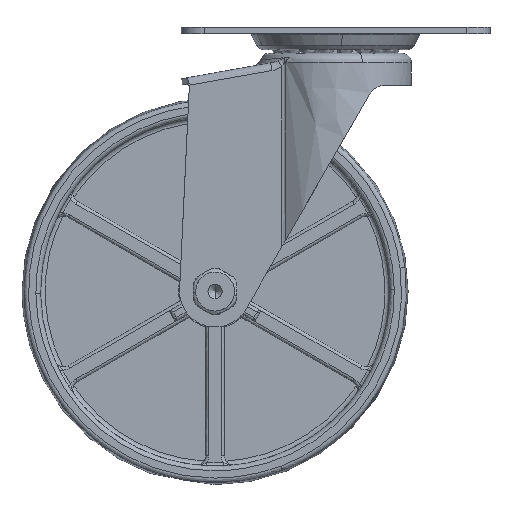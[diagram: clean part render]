
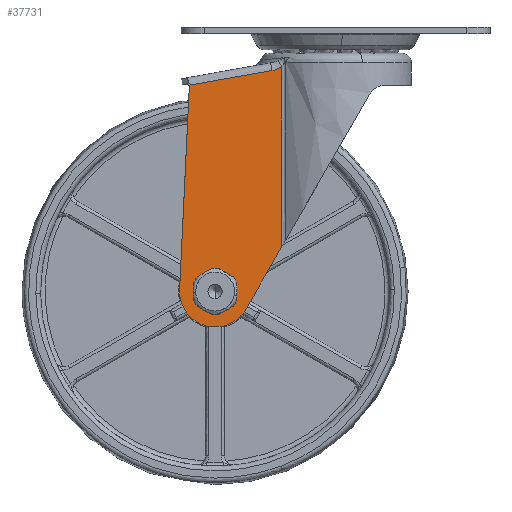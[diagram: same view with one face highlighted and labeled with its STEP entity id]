
A CAD part, front view. The second image highlights one B-rep face of the part: STEP entity #37731.
In plain terms, the highlighted free-form (B-spline) face has degree [1, 1] with [2, 2] control points.
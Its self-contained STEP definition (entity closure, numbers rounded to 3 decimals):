
#33340=CARTESIAN_POINT('',(-35.028,-18.0,-83.972));
#33341=VERTEX_POINT('',#33340);
#33347=CARTESIAN_POINT('',(-39.0,-18.0,-79.5));
#33348=VERTEX_POINT('',#33347);
#33349=CARTESIAN_POINT('',(-35.028,-18.,-83.972));
#33350=CARTESIAN_POINT('',(-35.,-18.,-83.737));
#33351=CARTESIAN_POINT('',(-35.0,-18.0,-83.5));
#33352=CARTESIAN_POINT('',(-35.,-18.,-79.5));
#33353=CARTESIAN_POINT('',(-39.0,-18.0,-79.5));
#33361=(BOUNDED_CURVE()B_SPLINE_CURVE(2,(#33349,#33350,#33351,#33352,#33353),.UNSPECIFIED.,.F.,.U.)B_SPLINE_CURVE_WITH_KNOTS((3,2,3),(0.23,0.25,0.5),.UNSPECIFIED.)CURVE()GEOMETRIC_REPRESENTATION_ITEM()RATIONAL_B_SPLINE_CURVE((0.956,0.976,1.0,0.707,1.0))REPRESENTATION_ITEM(''));
#33362=EDGE_CURVE('',#33341,#33348,#33361,.T.);
#33364=CARTESIAN_POINT('',(-42.993,-18.0,-83.256));
#33365=VERTEX_POINT('',#33364);
#33366=CARTESIAN_POINT('',(-39.0,-18.0,-79.5));
#33367=CARTESIAN_POINT('',(-42.763,-18.,-79.5));
#33368=CARTESIAN_POINT('',(-42.993,-18.,-83.256));
#33376=(BOUNDED_CURVE()B_SPLINE_CURVE(2,(#33366,#33367,#33368),.UNSPECIFIED.,.F.,.U.)B_SPLINE_CURVE_WITH_KNOTS((3,3),(0.5,0.739),.UNSPECIFIED.)CURVE()GEOMETRIC_REPRESENTATION_ITEM()RATIONAL_B_SPLINE_CURVE((1.0,0.72,0.976))REPRESENTATION_ITEM(''));
#33377=EDGE_CURVE('',#33348,#33365,#33376,.T.);
#33451=CARTESIAN_POINT('',(-39.0,-18.0,-87.5));
#33452=VERTEX_POINT('',#33451);
#33453=CARTESIAN_POINT('',(-42.993,-18.,-83.256));
#33454=CARTESIAN_POINT('',(-43.0,-18.,-83.378));
#33455=CARTESIAN_POINT('',(-43.0,-18.0,-83.5));
#33456=CARTESIAN_POINT('',(-43.,-18.,-87.5));
#33457=CARTESIAN_POINT('',(-39.0,-18.0,-87.5));
#33465=(BOUNDED_CURVE()B_SPLINE_CURVE(2,(#33453,#33454,#33455,#33456,#33457),.UNSPECIFIED.,.F.,.U.)B_SPLINE_CURVE_WITH_KNOTS((3,2,3),(0.739,0.75,1.0),.UNSPECIFIED.)CURVE()GEOMETRIC_REPRESENTATION_ITEM()RATIONAL_B_SPLINE_CURVE((0.976,0.988,1.0,0.707,1.0))REPRESENTATION_ITEM(''));
#33466=EDGE_CURVE('',#33365,#33452,#33465,.T.);
#33468=CARTESIAN_POINT('',(-39.0,-18.0,-87.5));
#33469=CARTESIAN_POINT('',(-35.447,-18.,-87.5));
#33470=CARTESIAN_POINT('',(-35.028,-18.,-83.972));
#33478=(BOUNDED_CURVE()B_SPLINE_CURVE(2,(#33468,#33469,#33470),.UNSPECIFIED.,.F.,.U.)B_SPLINE_CURVE_WITH_KNOTS((3,3),(0.0,0.23),.UNSPECIFIED.)CURVE()GEOMETRIC_REPRESENTATION_ITEM()RATIONAL_B_SPLINE_CURVE((1.0,0.731,0.956))REPRESENTATION_ITEM(''));
#33479=EDGE_CURVE('',#33452,#33341,#33478,.T.);
#35390=CARTESIAN_POINT('',(-17.385,-18.0,-10.731));
#35391=VERTEX_POINT('',#35390);
#35483=CARTESIAN_POINT('',(-20.595,-18.0,-11.98));
#35484=VERTEX_POINT('',#35483);
#35498=CARTESIAN_POINT('',(-17.385,-18.0,-10.731));
#35499=CARTESIAN_POINT('',(-17.509,-18.0,-10.809));
#35500=CARTESIAN_POINT('',(-17.634,-18.0,-10.883));
#35501=CARTESIAN_POINT('',(-17.887,-18.0,-11.026));
#35502=CARTESIAN_POINT('',(-18.015,-18.0,-11.094));
#35503=CARTESIAN_POINT('',(-18.403,-18.0,-11.289));
#35504=CARTESIAN_POINT('',(-18.666,-18.0,-11.407));
#35505=CARTESIAN_POINT('',(-19.201,-18.,-11.615));
#35506=CARTESIAN_POINT('',(-19.473,-18.0,-11.707));
#35507=CARTESIAN_POINT('',(-20.027,-18.0,-11.864));
#35508=CARTESIAN_POINT('',(-20.309,-18.0,-11.929));
#35509=CARTESIAN_POINT('',(-20.595,-18.0,-11.98));
#35510=B_SPLINE_CURVE_WITH_KNOTS('',3,(#35498,#35499,#35500,#35501,#35502,#35503,#35504,#35505,#35506,#35507,#35508,#35509),.UNSPECIFIED.,.F.,.U.,(4,2,2,2,2,4),(0.0,0.125,0.25,0.5,0.75,1.0),.UNSPECIFIED.);
#35511=EDGE_CURVE('',#35391,#35484,#35510,.T.);
#35626=CARTESIAN_POINT('',(-47.324,-18.0,-16.693));
#35627=VERTEX_POINT('',#35626);
#35635=CARTESIAN_POINT('',(-20.595,-18.0,-11.98));
#35636=CARTESIAN_POINT('',(-47.324,-18.0,-16.693));
#35637=QUASI_UNIFORM_CURVE('',1,(#35635,#35636),.UNSPECIFIED.,.F.,.U.);
#35638=EDGE_CURVE('',#35484,#35627,#35637,.T.);
#36649=CARTESIAN_POINT('',(-17.385,-18.0,-68.974));
#36650=VERTEX_POINT('',#36649);
#36651=CARTESIAN_POINT('',(-17.385,-18.0,-68.974));
#36652=CARTESIAN_POINT('',(-17.385,-18.0,-10.731));
#36653=QUASI_UNIFORM_CURVE('',1,(#36651,#36652),.UNSPECIFIED.,.F.,.U.);
#36654=EDGE_CURVE('',#36650,#35391,#36653,.T.);
#37174=CARTESIAN_POINT('',(-50.487,-18.0,-82.952));
#37175=VERTEX_POINT('',#37174);
#37198=CARTESIAN_POINT('',(-29.03,-18.0,-89.231));
#37199=VERTEX_POINT('',#37198);
#37205=CARTESIAN_POINT('',(-50.487,-18.0,-82.952));
#37206=CARTESIAN_POINT('',(-50.919,-18.,-91.994));
#37207=CARTESIAN_POINT('',(-42.23,-18.0,-94.537));
#37208=CARTESIAN_POINT('',(-33.542,-18.,-97.08));
#37209=CARTESIAN_POINT('',(-29.03,-18.0,-89.231));
#37217=(BOUNDED_CURVE()B_SPLINE_CURVE(2,(#37205,#37206,#37207,#37208,#37209),.UNSPECIFIED.,.F.,.U.)B_SPLINE_CURVE_WITH_KNOTS((3,2,3),(0.0,0.5,1.0),.UNSPECIFIED.)CURVE()GEOMETRIC_REPRESENTATION_ITEM()RATIONAL_B_SPLINE_CURVE((1.0,0.786,1.0,0.786,1.0))REPRESENTATION_ITEM(''));
#37218=EDGE_CURVE('',#37175,#37199,#37217,.T.);
#37314=CARTESIAN_POINT('',(-47.324,-18.0,-16.693));
#37315=CARTESIAN_POINT('',(-50.487,-18.0,-82.952));
#37316=QUASI_UNIFORM_CURVE('',1,(#37314,#37315),.UNSPECIFIED.,.F.,.U.);
#37317=EDGE_CURVE('',#35627,#37175,#37316,.T.);
#37638=CARTESIAN_POINT('',(-17.385,-18.0,-68.974));
#37639=CARTESIAN_POINT('',(-29.03,-18.0,-89.231));
#37640=QUASI_UNIFORM_CURVE('',1,(#37638,#37639),.UNSPECIFIED.,.F.,.U.);
#37641=EDGE_CURVE('',#36650,#37199,#37640,.T.);
#37712=CARTESIAN_POINT('',(-52.144,-18.0,-99.207));
#37713=CARTESIAN_POINT('',(-15.732,-18.0,-99.207));
#37714=CARTESIAN_POINT('',(-52.144,-18.0,-6.522));
#37715=CARTESIAN_POINT('',(-15.732,-18.0,-6.522));
#37716=B_SPLINE_SURFACE_WITH_KNOTS('',1,1,((#37712,#37714),(#37713,#37715)),.UNSPECIFIED.,.F.,.F.,.U.,(2,2),(2,2),(0.0,36.412),(0.0,92.685),.UNSPECIFIED.);
#37717=ORIENTED_EDGE('',*,*,#36654,.T.);
#37718=ORIENTED_EDGE('',*,*,#35511,.T.);
#37719=ORIENTED_EDGE('',*,*,#35638,.T.);
#37720=ORIENTED_EDGE('',*,*,#37317,.T.);
#37721=ORIENTED_EDGE('',*,*,#37218,.T.);
#37722=ORIENTED_EDGE('',*,*,#37641,.F.);
#37723=EDGE_LOOP('',(#37717,#37718,#37719,#37720,#37721,#37722));
#37724=FACE_OUTER_BOUND('',#37723,.T.);
#37725=ORIENTED_EDGE('',*,*,#33377,.F.);
#37726=ORIENTED_EDGE('',*,*,#33362,.F.);
#37727=ORIENTED_EDGE('',*,*,#33479,.F.);
#37728=ORIENTED_EDGE('',*,*,#33466,.F.);
#37729=EDGE_LOOP('',(#37725,#37726,#37727,#37728));
#37730=FACE_BOUND('',#37729,.T.);
#37731=ADVANCED_FACE('',(#37724,#37730),#37716,.T.);
